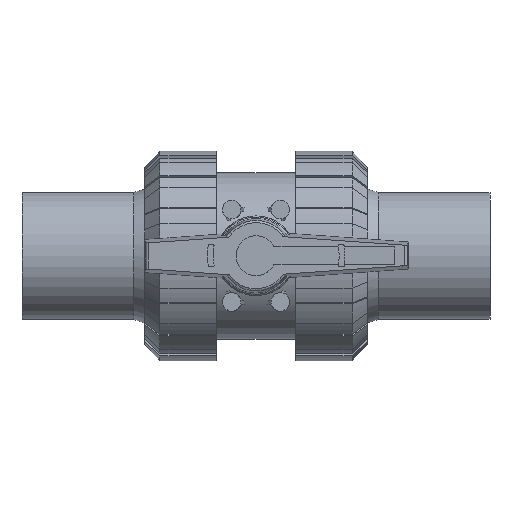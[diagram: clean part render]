
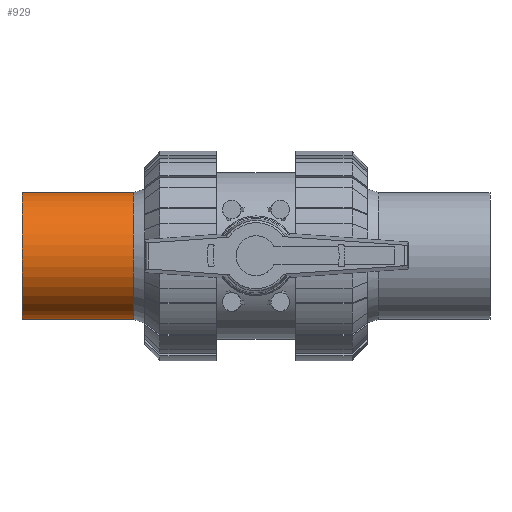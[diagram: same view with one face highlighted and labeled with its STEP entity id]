
A CAD part, top view. The second image highlights one B-rep face of the part: STEP entity #929.
In plain terms, the highlighted free-form (B-spline) face has degree [8, 1] with [9, 2] control points.
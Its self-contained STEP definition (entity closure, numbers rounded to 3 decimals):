
#929=ADVANCED_FACE('',(#2091),#2092,.T.);
#2091=FACE_OUTER_BOUND('',#3803,.T.);
#2092=B_SPLINE_SURFACE_WITH_KNOTS('',8,1,((#3804,#3805),(#3806,#3807),(#3808,#3809),(#3810,#3811),(#3812,#3813),(#3814,#3815),(#3816,#3817),(#3818,#3819),(#3820,#3821)),.UNSPECIFIED.,.F.,.F.,.F.,(9,9),(2,2),(-3.143,0.001),(44.959,141.961),.UNSPECIFIED.);
#3803=EDGE_LOOP('',(#6362,#6363,#6364,#6365));
#3804=CARTESIAN_POINT('',(-105.749,-55.,99.945));
#3805=CARTESIAN_POINT('',(-202.751,-55.,99.945));
#3806=CARTESIAN_POINT('',(-105.749,-55.022,121.557));
#3807=CARTESIAN_POINT('',(-202.751,-55.022,121.557));
#3808=CARTESIAN_POINT('',(-105.749,-45.339,143.179));
#3809=CARTESIAN_POINT('',(-202.751,-45.339,143.179));
#3810=CARTESIAN_POINT('',(-105.749,-25.954,159.725));
#3811=CARTESIAN_POINT('',(-202.751,-25.954,159.725));
#3812=CARTESIAN_POINT('',(-105.749,0.006,166.115));
#3813=CARTESIAN_POINT('',(-202.751,0.006,166.115));
#3814=CARTESIAN_POINT('',(-105.749,25.947,159.725));
#3815=CARTESIAN_POINT('',(-202.751,25.947,159.725));
#3816=CARTESIAN_POINT('',(-105.749,45.338,143.179));
#3817=CARTESIAN_POINT('',(-202.751,45.338,143.179));
#3818=CARTESIAN_POINT('',(-105.749,55.022,121.557));
#3819=CARTESIAN_POINT('',(-202.751,55.022,121.557));
#3820=CARTESIAN_POINT('',(-105.749,55.,99.945));
#3821=CARTESIAN_POINT('',(-202.751,55.,99.945));
#6362=ORIENTED_EDGE('',*,*,#10061,.T.);
#6363=ORIENTED_EDGE('',*,*,#10068,.T.);
#6364=ORIENTED_EDGE('',*,*,#10063,.T.);
#6365=ORIENTED_EDGE('',*,*,#10070,.F.);
#10061=EDGE_CURVE('',#12141,#12142,#12143,.T.);
#10063=EDGE_CURVE('',#12146,#12144,#12147,.T.);
#10068=EDGE_CURVE('',#12142,#12146,#12154,.T.);
#10070=EDGE_CURVE('',#12141,#12144,#12156,.T.);
#12141=VERTEX_POINT('',#15746);
#12142=VERTEX_POINT('',#15747);
#12143=LINE('',#15748,#15749);
#12144=VERTEX_POINT('',#15750);
#12146=VERTEX_POINT('',#15760);
#12147=LINE('',#15761,#15762);
#12154=B_SPLINE_CURVE_WITH_KNOTS('',8,(#15793,#15794,#15795,#15796,#15797,#15798,#15799,#15800,#15801),.UNSPECIFIED.,.F.,.F.,(9,9),(0.0,0.172),.UNSPECIFIED.);
#12156=B_SPLINE_CURVE_WITH_KNOTS('',8,(#15803,#15804,#15805,#15806,#15807,#15808,#15809,#15810,#15811),.UNSPECIFIED.,.F.,.F.,(9,9),(-3.142,0.),.UNSPECIFIED.);
#15746=CARTESIAN_POINT('',(-105.75,55.,100.));
#15747=CARTESIAN_POINT('',(-202.75,55.,100.));
#15748=CARTESIAN_POINT('',(-154.25,55.,100.));
#15749=VECTOR('',#20432,1000.0);
#15750=CARTESIAN_POINT('',(-105.75,-55.,100.));
#15760=CARTESIAN_POINT('',(-202.75,-55.,100.));
#15761=CARTESIAN_POINT('',(-154.25,-55.,100.));
#15762=VECTOR('',#20433,1000.0);
#15793=CARTESIAN_POINT('',(-202.75,55.,100.));
#15794=CARTESIAN_POINT('',(-202.75,55.,121.598));
#15795=CARTESIAN_POINT('',(-202.75,45.307,143.197));
#15796=CARTESIAN_POINT('',(-202.75,25.925,159.719));
#15797=CARTESIAN_POINT('',(-202.75,0.006,166.098));
#15798=CARTESIAN_POINT('',(-202.75,-25.931,159.719));
#15799=CARTESIAN_POINT('',(-202.75,-45.308,143.197));
#15800=CARTESIAN_POINT('',(-202.75,-55.,121.598));
#15801=CARTESIAN_POINT('',(-202.75,-55.,100.));
#15803=CARTESIAN_POINT('',(-105.75,55.,100.));
#15804=CARTESIAN_POINT('',(-105.75,55.,121.598));
#15805=CARTESIAN_POINT('',(-105.75,45.307,143.197));
#15806=CARTESIAN_POINT('',(-105.75,25.925,159.719));
#15807=CARTESIAN_POINT('',(-105.75,0.006,166.098));
#15808=CARTESIAN_POINT('',(-105.75,-25.931,159.719));
#15809=CARTESIAN_POINT('',(-105.75,-45.308,143.197));
#15810=CARTESIAN_POINT('',(-105.75,-55.,121.598));
#15811=CARTESIAN_POINT('',(-105.75,-55.,100.));
#20432=DIRECTION('',(-1.0,0.0,0.0));
#20433=DIRECTION('',(1.0,0.0,-0.0));
